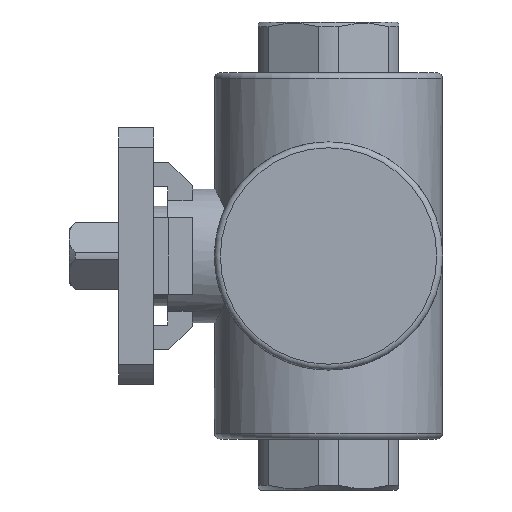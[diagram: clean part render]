
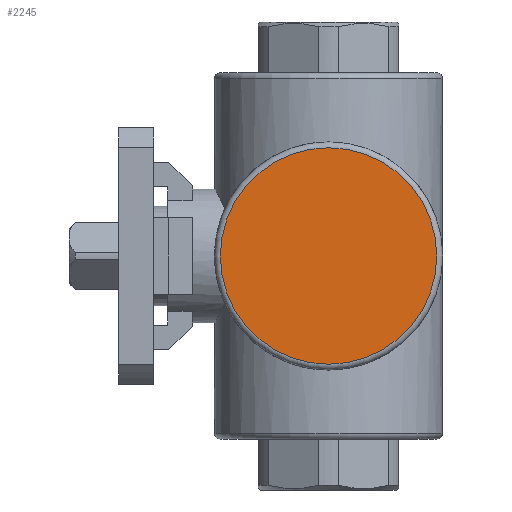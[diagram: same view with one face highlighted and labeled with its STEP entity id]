
A CAD part, left-side view. The second image highlights one B-rep face of the part: STEP entity #2245.
In plain terms, the highlighted planar face has unit normal (-1, 0, 0).
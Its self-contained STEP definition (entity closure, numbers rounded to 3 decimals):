
#33=PLANE('',#2455);
#548=CIRCLE('',#2456,18.5);
#790=ORIENTED_EDGE('',*,*,#1415,.T.);
#1415=EDGE_CURVE('',#1718,#1718,#548,.T.);
#1718=VERTEX_POINT('',#3691);
#1902=EDGE_LOOP('',(#790));
#2073=FACE_BOUND('',#1902,.T.);
#2245=ADVANCED_FACE('',(#2073),#33,.F.);
#2455=AXIS2_PLACEMENT_3D('',#3689,#2872,#2873);
#2456=AXIS2_PLACEMENT_3D('',#3690,#2874,#2875);
#2872=DIRECTION('',(1.,0.,0.));
#2873=DIRECTION('',(0.,1.,0.));
#2874=DIRECTION('',(-1.,0.,0.));
#2875=DIRECTION('',(0.,-1.,0.));
#3689=CARTESIAN_POINT('',(-22.,-18.5,0.));
#3690=CARTESIAN_POINT('',(-22.,0.,0.));
#3691=CARTESIAN_POINT('',(-22.,-18.5,0.));
